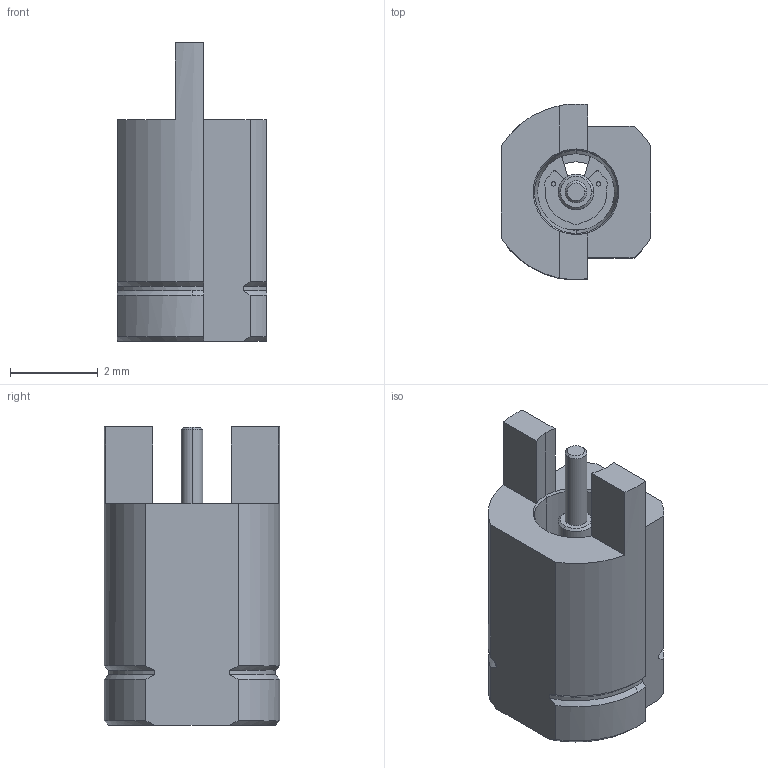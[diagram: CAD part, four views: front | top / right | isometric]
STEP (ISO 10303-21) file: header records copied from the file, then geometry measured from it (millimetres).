
FILE_DESCRIPTION (( 'STEP AP214' ), '1' );
FILE_NAME ('R201.423.110 B.STEP', '2014-10-10T08:10:31', ( 'T3610' ), ( 'Microsoft' ), 'SwSTEP 2.0', 'SolidWorks 2014', '' );
FILE_SCHEMA (( 'AUTOMOTIVE_DESIGN' ));
Length unit declared in the file: millimetre
Products named in the file (1): R201.423.110 B
Bounding box: 3.4 x 4 x 6.8 mm (x, y, z)
Volume: 43.8 mm3; surface area: 141.2 mm2
Topology: 1 solids, 1 shells, 173 faces, 447 edges, 286 vertices
Faces by surface type: cylinder 101, plane 39, cone 29, torus 4
Entity records: 5439 total; most frequent: DIRECTION 1013, CARTESIAN_POINT 997, ORIENTED_EDGE 894, EDGE_CURVE 447, AXIS2_PLACEMENT_3D 416, VERTEX_POINT 286, CIRCLE 242, EDGE_LOOP 187
